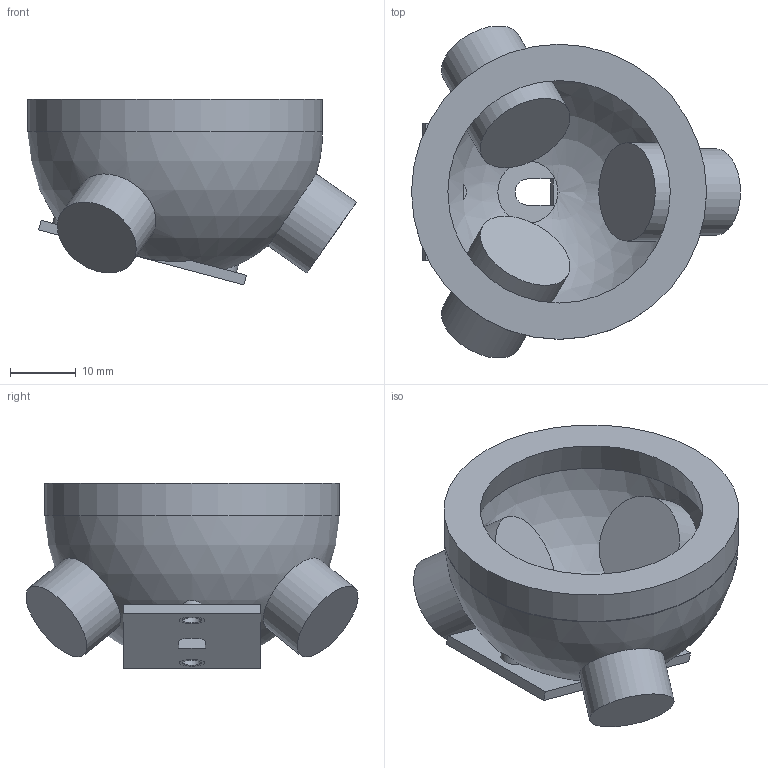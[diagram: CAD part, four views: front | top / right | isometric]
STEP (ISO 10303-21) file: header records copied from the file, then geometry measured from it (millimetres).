
FILE_DESCRIPTION(('FreeCAD Model'),'2;1');
FILE_NAME('Open CASCADE Shape Model','2022-02-28T17:13:40',('Author'),( ''),'Open CASCADE STEP processor 7.5','FreeCAD','Unknown');
FILE_SCHEMA(('AUTOMOTIVE_DESIGN { 1 0 10303 214 1 1 1 1 }'));
Length unit declared in the file: millimetre
Products named in the file (3): trackball_socket; union011; Group006
Assembly tree (2 placements, depth 2):
  trackball_socket
    union011
    Group006
Bounding box: 50.17 x 50.63 x 28.31 mm (x, y, z)
Volume: 18385.9 mm3; surface area: 10971.8 mm2
Topology: 4 solids, 4 shells, 64 faces, 133 edges, 89 vertices
Faces by surface type: plane 36, cylinder 21, cone 5, sphere 2
Full cylindrical faces by diameter (mm): 13.2 x6, 15 x6, 45 x2
Entity records: 7151 total; most frequent: CARTESIAN_POINT 4109, DIRECTION 509, ORIENTED_EDGE 264, PCURVE 264, DEFINITIONAL_REPRESENTATION 264, LINE 193, VECTOR 193, EDGE_CURVE 132
